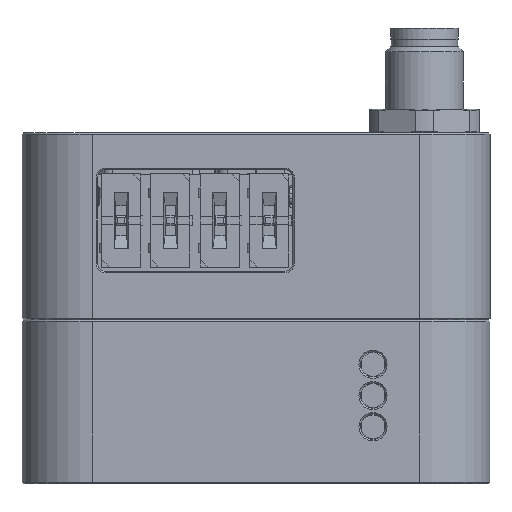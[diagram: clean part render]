
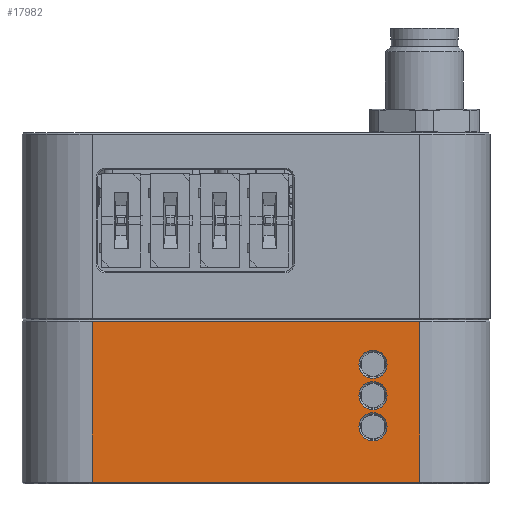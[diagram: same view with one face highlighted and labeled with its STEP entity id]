
A CAD part, front view. The second image highlights one B-rep face of the part: STEP entity #17982.
In plain terms, the highlighted face is planar.
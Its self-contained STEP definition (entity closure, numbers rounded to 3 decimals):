
#17092=FACE_BOUND('',#30436,.T.);
#17093=FACE_BOUND('',#30437,.T.);
#17094=FACE_BOUND('',#30438,.T.);
#17095=FACE_BOUND('',#30439,.T.);
#17982=ADVANCED_FACE('',(#17092,#17093,#17094,#17095),#22641,.T.);
#22641=PLANE('',#99011);
#30436=EDGE_LOOP('',(#38876));
#30437=EDGE_LOOP('',(#38877));
#30438=EDGE_LOOP('',(#38878));
#30439=EDGE_LOOP('',(#38879,#38880,#38881,#38882));
#35330=CIRCLE('',#99008,0.9);
#35331=CIRCLE('',#99009,0.9);
#35332=CIRCLE('',#99010,0.9);
#38876=ORIENTED_EDGE('',*,*,#69663,.T.);
#38877=ORIENTED_EDGE('',*,*,#69664,.T.);
#38878=ORIENTED_EDGE('',*,*,#69665,.T.);
#38879=ORIENTED_EDGE('',*,*,#69666,.T.);
#38880=ORIENTED_EDGE('',*,*,#69667,.T.);
#38881=ORIENTED_EDGE('',*,*,#69668,.T.);
#38882=ORIENTED_EDGE('',*,*,#69669,.T.);
#62029=VERTEX_POINT('',#131032);
#62030=VERTEX_POINT('',#131034);
#62031=VERTEX_POINT('',#131036);
#62032=VERTEX_POINT('',#131038);
#62033=VERTEX_POINT('',#131039);
#62034=VERTEX_POINT('',#131041);
#62035=VERTEX_POINT('',#131043);
#69663=EDGE_CURVE('',#62029,#62029,#35330,.T.);
#69664=EDGE_CURVE('',#62030,#62030,#35331,.T.);
#69665=EDGE_CURVE('',#62031,#62031,#35332,.T.);
#69666=EDGE_CURVE('',#62032,#62033,#81357,.T.);
#69667=EDGE_CURVE('',#62033,#62034,#81358,.T.);
#69668=EDGE_CURVE('',#62034,#62035,#81359,.T.);
#69669=EDGE_CURVE('',#62035,#62032,#81360,.T.);
#81357=LINE('',#131037,#90104);
#81358=LINE('',#131040,#90105);
#81359=LINE('',#131042,#90106);
#81360=LINE('',#131044,#90107);
#90104=VECTOR('',#107270,1.);
#90105=VECTOR('',#107271,1.);
#90106=VECTOR('',#107272,1.);
#90107=VECTOR('',#107273,1.);
#99008=AXIS2_PLACEMENT_3D('',#131031,#107264,#107265);
#99009=AXIS2_PLACEMENT_3D('',#131033,#107266,#107267);
#99010=AXIS2_PLACEMENT_3D('',#131035,#107268,#107269);
#99011=AXIS2_PLACEMENT_3D('',#131045,#107274,#107275);
#107264=DIRECTION('',(0.,-1.,0.));
#107265=DIRECTION('',(0.,0.,1.));
#107266=DIRECTION('',(0.,-1.,0.));
#107267=DIRECTION('',(0.,0.,1.));
#107268=DIRECTION('',(0.,-1.,0.));
#107269=DIRECTION('',(0.,0.,1.));
#107270=DIRECTION('',(0.,0.,-1.));
#107271=DIRECTION('',(-1.,0.,0.));
#107272=DIRECTION('',(0.,0.,1.));
#107273=DIRECTION('',(1.,0.,0.));
#107274=DIRECTION('',(0.,1.,0.));
#107275=DIRECTION('',(0.,0.,1.));
#131031=CARTESIAN_POINT('',(7.5,4.5,-3.15));
#131032=CARTESIAN_POINT('',(7.5,4.5,-2.25));
#131033=CARTESIAN_POINT('',(7.5,4.5,-5.15));
#131034=CARTESIAN_POINT('',(7.5,4.5,-4.25));
#131035=CARTESIAN_POINT('',(7.5,4.5,-7.15));
#131036=CARTESIAN_POINT('',(7.5,4.5,-6.25));
#131037=CARTESIAN_POINT('',(10.5,4.5,-10.));
#131038=CARTESIAN_POINT('',(10.5,4.5,0.4));
#131039=CARTESIAN_POINT('',(10.5,4.5,-9.9));
#131040=CARTESIAN_POINT('',(15.,4.5,-9.9));
#131041=CARTESIAN_POINT('',(-10.5,4.5,-9.9));
#131042=CARTESIAN_POINT('',(-10.5,4.5,-10.));
#131043=CARTESIAN_POINT('',(-10.5,4.5,0.4));
#131044=CARTESIAN_POINT('',(10.5,4.5,0.4));
#131045=CARTESIAN_POINT('',(15.,4.5,-10.));
